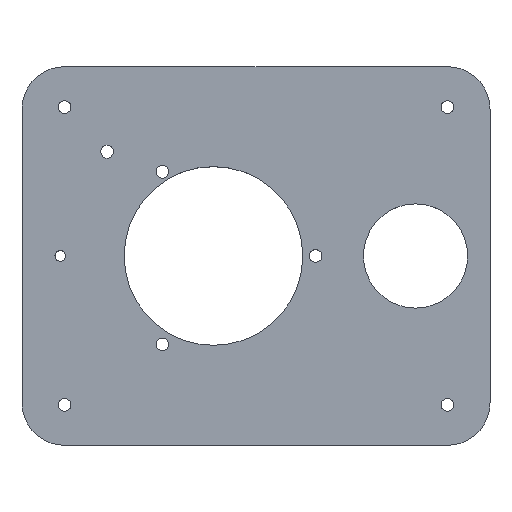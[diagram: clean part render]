
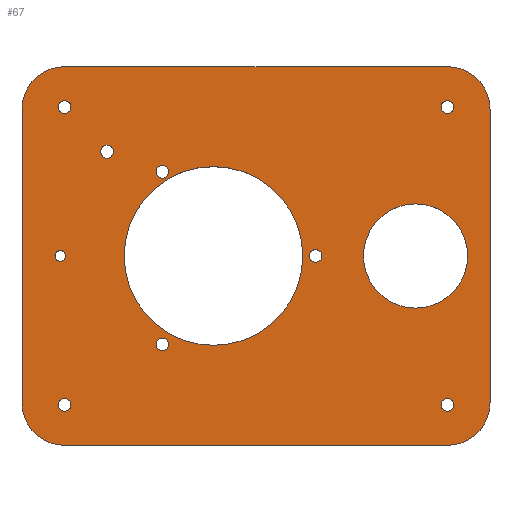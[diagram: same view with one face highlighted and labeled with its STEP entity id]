
A CAD part, top view. The second image highlights one B-rep face of the part: STEP entity #67.
In plain terms, the highlighted planar face has unit normal (0, 0, 1).
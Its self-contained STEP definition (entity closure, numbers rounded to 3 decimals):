
#67=ADVANCED_FACE('',(#276,#278,#280,#282,#284,#286,#288,#290,#292,#294,#296,#298),
#300,.T.);
#276=FACE_BOUND('',#277,.T.);
#277=EDGE_LOOP('',(#479,#480,#481,#482,#483,#484,#485,#486));
#278=FACE_BOUND('',#279,.T.);
#279=EDGE_LOOP('',(#487));
#280=FACE_BOUND('',#281,.T.);
#281=EDGE_LOOP('',(#488));
#282=FACE_BOUND('',#283,.T.);
#283=EDGE_LOOP('',(#489));
#284=FACE_BOUND('',#285,.T.);
#285=EDGE_LOOP('',(#490));
#286=FACE_BOUND('',#287,.T.);
#287=EDGE_LOOP('',(#491));
#288=FACE_BOUND('',#289,.T.);
#289=EDGE_LOOP('',(#492));
#290=FACE_BOUND('',#291,.T.);
#291=EDGE_LOOP('',(#493));
#292=FACE_BOUND('',#293,.T.);
#293=EDGE_LOOP('',(#494));
#294=FACE_BOUND('',#295,.T.);
#295=EDGE_LOOP('',(#495));
#296=FACE_BOUND('',#297,.T.);
#297=EDGE_LOOP('',(#496));
#298=FACE_BOUND('',#299,.T.);
#299=EDGE_LOOP('',(#497));
#300=PLANE('',#301);
#301=AXIS2_PLACEMENT_3D('',#302,#303,#304);
#302=CARTESIAN_POINT('',(0.,0.,5.));
#303=DIRECTION('',(0.,0.,1.));
#304=DIRECTION('',(1.,0.,0.));
#479=ORIENTED_EDGE('',*,*,#571,.T.);
#480=ORIENTED_EDGE('',*,*,#572,.T.);
#481=ORIENTED_EDGE('',*,*,#573,.T.);
#482=ORIENTED_EDGE('',*,*,#574,.T.);
#483=ORIENTED_EDGE('',*,*,#575,.T.);
#484=ORIENTED_EDGE('',*,*,#576,.T.);
#485=ORIENTED_EDGE('',*,*,#577,.T.);
#486=ORIENTED_EDGE('',*,*,#578,.T.);
#487=ORIENTED_EDGE('',*,*,#579,.T.);
#488=ORIENTED_EDGE('',*,*,#580,.T.);
#489=ORIENTED_EDGE('',*,*,#581,.T.);
#490=ORIENTED_EDGE('',*,*,#582,.T.);
#491=ORIENTED_EDGE('',*,*,#583,.T.);
#492=ORIENTED_EDGE('',*,*,#584,.T.);
#493=ORIENTED_EDGE('',*,*,#585,.T.);
#494=ORIENTED_EDGE('',*,*,#586,.T.);
#495=ORIENTED_EDGE('',*,*,#587,.T.);
#496=ORIENTED_EDGE('',*,*,#588,.T.);
#497=ORIENTED_EDGE('',*,*,#589,.T.);
#571=EDGE_CURVE('',#636,#637,#638,.T.);
#572=EDGE_CURVE('',#637,#639,#640,.T.);
#573=EDGE_CURVE('',#639,#641,#642,.T.);
#574=EDGE_CURVE('',#641,#643,#644,.T.);
#575=EDGE_CURVE('',#643,#645,#646,.T.);
#576=EDGE_CURVE('',#645,#647,#648,.T.);
#577=EDGE_CURVE('',#647,#649,#650,.T.);
#578=EDGE_CURVE('',#649,#636,#651,.T.);
#579=EDGE_CURVE('',#652,#652,#653,.F.);
#580=EDGE_CURVE('',#654,#654,#655,.F.);
#581=EDGE_CURVE('',#656,#656,#657,.F.);
#582=EDGE_CURVE('',#658,#658,#659,.F.);
#583=EDGE_CURVE('',#660,#660,#661,.F.);
#584=EDGE_CURVE('',#662,#662,#663,.F.);
#585=EDGE_CURVE('',#664,#664,#665,.F.);
#586=EDGE_CURVE('',#666,#666,#667,.F.);
#587=EDGE_CURVE('',#668,#668,#669,.F.);
#588=EDGE_CURVE('',#670,#670,#671,.F.);
#589=EDGE_CURVE('',#672,#672,#673,.F.);
#636=VERTEX_POINT('',#773);
#637=VERTEX_POINT('',#774);
#638=LINE('',#775,#776);
#639=VERTEX_POINT('',#778);
#640=CIRCLE('',#779,10.);
#641=VERTEX_POINT('',#783);
#642=LINE('',#784,#785);
#643=VERTEX_POINT('',#787);
#644=CIRCLE('',#788,10.);
#645=VERTEX_POINT('',#792);
#646=LINE('',#793,#794);
#647=VERTEX_POINT('',#796);
#648=CIRCLE('',#797,10.);
#649=VERTEX_POINT('',#801);
#650=LINE('',#802,#803);
#651=CIRCLE('',#805,10.);
#652=VERTEX_POINT('',#809);
#653=CIRCLE('',#810,21.);
#654=VERTEX_POINT('',#814);
#655=CIRCLE('',#815,12.25);
#656=VERTEX_POINT('',#819);
#657=CIRCLE('',#820,1.5);
#658=VERTEX_POINT('',#824);
#659=CIRCLE('',#825,1.5);
#660=VERTEX_POINT('',#829);
#661=CIRCLE('',#830,1.5);
#662=VERTEX_POINT('',#834);
#663=CIRCLE('',#835,1.5);
#664=VERTEX_POINT('',#839);
#665=CIRCLE('',#840,1.5);
#666=VERTEX_POINT('',#844);
#667=CIRCLE('',#845,1.5);
#668=VERTEX_POINT('',#849);
#669=CIRCLE('',#850,1.5);
#670=VERTEX_POINT('',#854);
#671=CIRCLE('',#855,1.5);
#672=VERTEX_POINT('',#859);
#673=CIRCLE('',#860,1.25);
#773=CARTESIAN_POINT('',(46.66,44.5,5.));
#774=CARTESIAN_POINT('',(-43.34,44.5,5.));
#775=CARTESIAN_POINT('',(46.66,44.5,5.));
#776=VECTOR('',#777,1.);
#777=DIRECTION('',(-1.,0.,0.));
#778=CARTESIAN_POINT('',(-53.34,34.5,5.));
#779=AXIS2_PLACEMENT_3D('',#780,#781,#782);
#780=CARTESIAN_POINT('',(-43.34,34.5,5.));
#781=DIRECTION('',(0.,0.,1.));
#782=DIRECTION('',(0.,1.,0.));
#783=CARTESIAN_POINT('',(-53.34,-34.5,5.));
#784=CARTESIAN_POINT('',(-53.34,34.5,5.));
#785=VECTOR('',#786,1.);
#786=DIRECTION('',(0.,-1.,0.));
#787=CARTESIAN_POINT('',(-43.34,-44.5,5.));
#788=AXIS2_PLACEMENT_3D('',#789,#790,#791);
#789=CARTESIAN_POINT('',(-43.34,-34.5,5.));
#790=DIRECTION('',(0.,0.,1.));
#791=DIRECTION('',(-1.,0.,0.));
#792=CARTESIAN_POINT('',(46.66,-44.5,5.));
#793=CARTESIAN_POINT('',(-43.34,-44.5,5.));
#794=VECTOR('',#795,1.);
#795=DIRECTION('',(1.,0.,0.));
#796=CARTESIAN_POINT('',(56.66,-34.5,5.));
#797=AXIS2_PLACEMENT_3D('',#798,#799,#800);
#798=CARTESIAN_POINT('',(46.66,-34.5,5.));
#799=DIRECTION('',(0.,0.,1.));
#800=DIRECTION('',(0.,-1.,0.));
#801=CARTESIAN_POINT('',(56.66,34.5,5.));
#802=CARTESIAN_POINT('',(56.66,-34.5,5.));
#803=VECTOR('',#804,1.);
#804=DIRECTION('',(0.,1.,0.));
#805=AXIS2_PLACEMENT_3D('',#806,#807,#808);
#806=CARTESIAN_POINT('',(46.66,34.5,5.));
#807=DIRECTION('',(0.,0.,1.));
#808=DIRECTION('',(1.,0.,0.));
#809=CARTESIAN_POINT('',(12.66,0.,5.));
#810=AXIS2_PLACEMENT_3D('',#811,#812,#813);
#811=CARTESIAN_POINT('',(-8.34,0.,5.));
#812=DIRECTION('',(0.,0.,1.));
#813=DIRECTION('',(1.,0.,0.));
#814=CARTESIAN_POINT('',(51.41,0.,5.));
#815=AXIS2_PLACEMENT_3D('',#816,#817,#818);
#816=CARTESIAN_POINT('',(39.16,0.,5.));
#817=DIRECTION('',(0.,0.,1.));
#818=DIRECTION('',(1.,0.,0.));
#819=CARTESIAN_POINT('',(-41.84,35.,5.));
#820=AXIS2_PLACEMENT_3D('',#821,#822,#823);
#821=CARTESIAN_POINT('',(-43.34,35.,5.));
#822=DIRECTION('',(0.,0.,1.));
#823=DIRECTION('',(1.,0.,0.));
#824=CARTESIAN_POINT('',(48.16,35.,5.));
#825=AXIS2_PLACEMENT_3D('',#826,#827,#828);
#826=CARTESIAN_POINT('',(46.66,35.,5.));
#827=DIRECTION('',(0.,0.,1.));
#828=DIRECTION('',(1.,0.,0.));
#829=CARTESIAN_POINT('',(48.16,-35.,5.));
#830=AXIS2_PLACEMENT_3D('',#831,#832,#833);
#831=CARTESIAN_POINT('',(46.66,-35.,5.));
#832=DIRECTION('',(0.,0.,1.));
#833=DIRECTION('',(1.,0.,0.));
#834=CARTESIAN_POINT('',(-41.84,-35.,5.));
#835=AXIS2_PLACEMENT_3D('',#836,#837,#838);
#836=CARTESIAN_POINT('',(-43.34,-35.,5.));
#837=DIRECTION('',(0.,0.,1.));
#838=DIRECTION('',(1.,0.,0.));
#839=CARTESIAN_POINT('',(-31.84,24.5,5.));
#840=AXIS2_PLACEMENT_3D('',#841,#842,#843);
#841=CARTESIAN_POINT('',(-33.34,24.5,5.));
#842=DIRECTION('',(0.,0.,1.));
#843=DIRECTION('',(1.,0.,0.));
#844=CARTESIAN_POINT('',(17.16,0.,5.));
#845=AXIS2_PLACEMENT_3D('',#846,#847,#848);
#846=CARTESIAN_POINT('',(15.66,0.,5.));
#847=DIRECTION('',(0.,0.,1.));
#848=DIRECTION('',(1.,0.,0.));
#849=CARTESIAN_POINT('',(-18.84,-20.785,5.));
#850=AXIS2_PLACEMENT_3D('',#851,#852,#853);
#851=CARTESIAN_POINT('',(-20.34,-20.785,5.));
#852=DIRECTION('',(0.,0.,1.));
#853=DIRECTION('',(1.,0.,0.));
#854=CARTESIAN_POINT('',(-18.84,19.785,5.));
#855=AXIS2_PLACEMENT_3D('',#856,#857,#858);
#856=CARTESIAN_POINT('',(-20.34,19.785,5.));
#857=DIRECTION('',(0.,0.,1.));
#858=DIRECTION('',(1.,0.,0.));
#859=CARTESIAN_POINT('',(-43.09,0.,5.));
#860=AXIS2_PLACEMENT_3D('',#861,#862,#863);
#861=CARTESIAN_POINT('',(-44.34,0.,5.));
#862=DIRECTION('',(0.,0.,1.));
#863=DIRECTION('',(1.,0.,0.));
